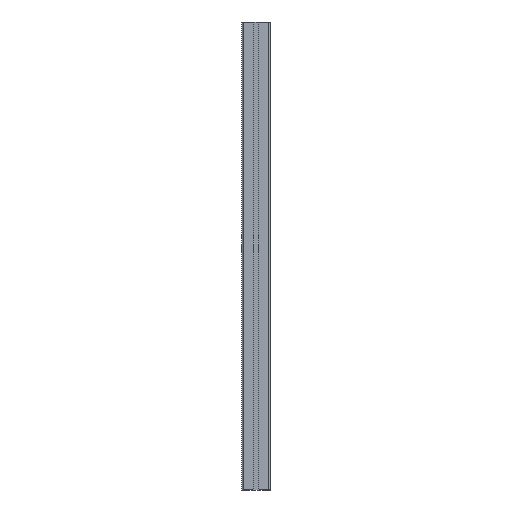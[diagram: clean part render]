
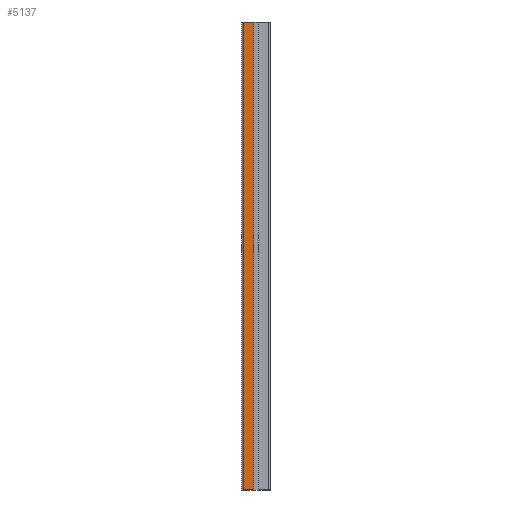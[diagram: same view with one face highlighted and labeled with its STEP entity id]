
A CAD part, front view. The second image highlights one B-rep face of the part: STEP entity #5137.
In plain terms, the highlighted planar face has unit normal (0, -1, 0).
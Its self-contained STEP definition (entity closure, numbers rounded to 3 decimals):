
#2617=ORIENTED_EDGE('',*,*,#3676,.T.);
#2618=ORIENTED_EDGE('',*,*,#3677,.F.);
#2619=ORIENTED_EDGE('',*,*,#3673,.F.);
#2620=ORIENTED_EDGE('',*,*,#3678,.T.);
#3059=VECTOR('',#4187,1.);
#3060=VECTOR('',#4194,1.);
#3061=VECTOR('',#4195,1.);
#3062=VECTOR('',#4196,1.);
#3283=LINE('',#4651,#3059);
#3284=LINE('',#4657,#3060);
#3285=LINE('',#4658,#3061);
#3286=LINE('',#4659,#3062);
#3477=VERTEX_POINT('',#4649);
#3478=VERTEX_POINT('',#4650);
#3479=VERTEX_POINT('',#4655);
#3480=VERTEX_POINT('',#4656);
#3673=EDGE_CURVE('',#3477,#3478,#3283,.T.);
#3676=EDGE_CURVE('',#3479,#3480,#3284,.T.);
#3677=EDGE_CURVE('',#3478,#3480,#3285,.T.);
#3678=EDGE_CURVE('',#3477,#3479,#3286,.T.);
#3845=EDGE_LOOP('',(#2617,#2618,#2619,#2620));
#3943=FACE_BOUND('',#3845,.T.);
#4187=DIRECTION('',(-1000.,0.,0.));
#4192=DIRECTION('',(0.,-1.,0.));
#4193=DIRECTION('',(-1.,0.,0.));
#4194=DIRECTION('',(-1000.,0.,0.));
#4195=DIRECTION('',(0.,0.,21.9));
#4196=DIRECTION('',(0.,0.,21.9));
#4649=CARTESIAN_POINT('',(1000.,-22.5,-27.));
#4650=CARTESIAN_POINT('',(0.,-22.5,-27.));
#4651=CARTESIAN_POINT('',(1000.,-22.5,-27.));
#4654=CARTESIAN_POINT('',(1000.,-22.5,-5.1));
#4655=CARTESIAN_POINT('',(1000.,-22.5,-5.1));
#4656=CARTESIAN_POINT('',(0.,-22.5,-5.1));
#4657=CARTESIAN_POINT('',(1000.,-22.5,-5.1));
#4658=CARTESIAN_POINT('',(0.,-22.5,-27.));
#4659=CARTESIAN_POINT('',(1000.,-22.5,-27.));
#4966=AXIS2_PLACEMENT_3D('',#4654,#4192,#4193);
#5060=PLANE('',#4966);
#5137=ADVANCED_FACE('',(#3943),#5060,.T.);
